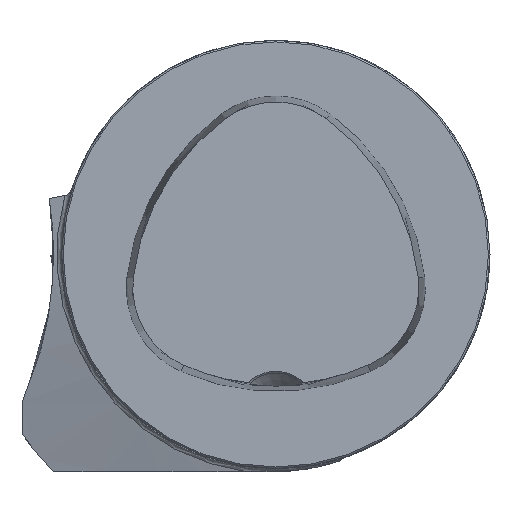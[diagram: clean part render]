
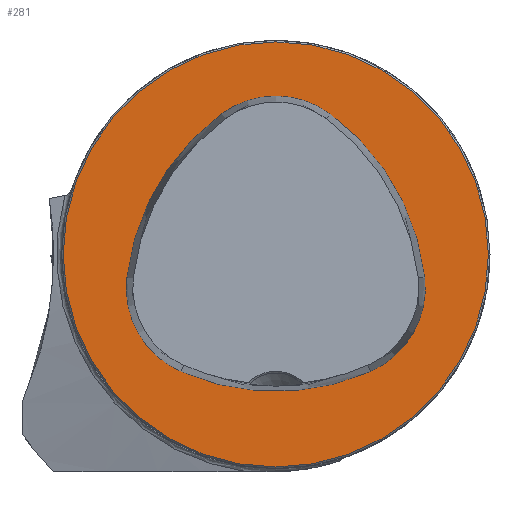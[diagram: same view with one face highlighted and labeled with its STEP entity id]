
A CAD part, top view. The second image highlights one B-rep face of the part: STEP entity #281.
In plain terms, the highlighted planar face has unit normal (0, 0, 1).
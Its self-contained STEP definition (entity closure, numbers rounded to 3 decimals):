
#123=FACE_BOUND('',#484,.T.);
#124=FACE_BOUND('',#485,.T.);
#281=ADVANCED_FACE('CU_E_LO_SU_1',(#123,#124),#354,.T.);
#354=PLANE('',#1657);
#484=EDGE_LOOP('',(#722,#723,#724,#725,#726,#727));
#485=EDGE_LOOP('',(#728));
#562=CIRCLE('',#1648,44.075);
#564=CIRCLE('',#1651,44.075);
#565=CIRCLE('',#1652,17.075);
#566=CIRCLE('',#1653,44.075);
#567=CIRCLE('',#1654,17.075);
#568=CIRCLE('',#1655,17.075);
#569=CIRCLE('',#1656,39.7);
#722=ORIENTED_EDGE('',*,*,#1264,.F.);
#723=ORIENTED_EDGE('',*,*,#1265,.F.);
#724=ORIENTED_EDGE('',*,*,#1266,.F.);
#725=ORIENTED_EDGE('',*,*,#1267,.F.);
#726=ORIENTED_EDGE('',*,*,#1261,.F.);
#727=ORIENTED_EDGE('',*,*,#1268,.F.);
#728=ORIENTED_EDGE('',*,*,#1269,.T.);
#1100=VERTEX_POINT('',#2731);
#1101=VERTEX_POINT('',#2733);
#1103=VERTEX_POINT('',#2739);
#1104=VERTEX_POINT('',#2740);
#1105=VERTEX_POINT('',#2742);
#1106=VERTEX_POINT('',#2744);
#1107=VERTEX_POINT('',#2748);
#1261=EDGE_CURVE('',#1100,#1101,#562,.T.);
#1264=EDGE_CURVE('',#1103,#1104,#564,.T.);
#1265=EDGE_CURVE('',#1105,#1103,#565,.T.);
#1266=EDGE_CURVE('',#1106,#1105,#566,.T.);
#1267=EDGE_CURVE('',#1101,#1106,#567,.T.);
#1268=EDGE_CURVE('',#1104,#1100,#568,.T.);
#1269=EDGE_CURVE('',#1107,#1107,#569,.T.);
#1648=AXIS2_PLACEMENT_3D('',#2732,#1864,#1865);
#1651=AXIS2_PLACEMENT_3D('',#2738,#1871,#1872);
#1652=AXIS2_PLACEMENT_3D('',#2741,#1873,#1874);
#1653=AXIS2_PLACEMENT_3D('',#2743,#1875,#1876);
#1654=AXIS2_PLACEMENT_3D('',#2745,#1877,#1878);
#1655=AXIS2_PLACEMENT_3D('',#2746,#1879,#1880);
#1656=AXIS2_PLACEMENT_3D('',#2747,#1881,#1882);
#1657=AXIS2_PLACEMENT_3D('',#2749,#1883,#1884);
#1864=DIRECTION('',(0.,0.,1.));
#1865=DIRECTION('',(1.,0.,0.));
#1871=DIRECTION('',(0.,0.,1.));
#1872=DIRECTION('',(1.,0.,0.));
#1873=DIRECTION('',(0.,0.,1.));
#1874=DIRECTION('',(1.,0.,0.));
#1875=DIRECTION('',(0.,0.,1.));
#1876=DIRECTION('',(1.,0.,0.));
#1877=DIRECTION('',(0.,0.,1.));
#1878=DIRECTION('',(1.,0.,0.));
#1879=DIRECTION('',(0.,0.,1.));
#1880=DIRECTION('',(1.,0.,0.));
#1881=DIRECTION('',(0.,0.,1.));
#1882=DIRECTION('',(1.,0.,0.));
#1883=DIRECTION('',(0.,0.,1.));
#1884=DIRECTION('',(1.,0.,0.));
#2731=CARTESIAN_POINT('',(-17.691,-21.869,0.));
#2732=CARTESIAN_POINT('',(0.,18.5,0.));
#2733=CARTESIAN_POINT('',(17.691,-21.869,0.));
#2738=CARTESIAN_POINT('',(15.993,-9.254,0.));
#2739=CARTESIAN_POINT('',(-10.114,26.257,0.));
#2740=CARTESIAN_POINT('',(-27.805,-4.317,0.));
#2741=CARTESIAN_POINT('',(0.,12.5,0.));
#2742=CARTESIAN_POINT('',(10.114,26.257,0.));
#2743=CARTESIAN_POINT('',(-15.993,-9.254,0.));
#2744=CARTESIAN_POINT('',(27.805,-4.317,0.));
#2745=CARTESIAN_POINT('',(10.837,-6.23,0.));
#2746=CARTESIAN_POINT('',(-10.837,-6.23,0.));
#2747=CARTESIAN_POINT('',(0.,0.,0.));
#2748=CARTESIAN_POINT('',(39.7,0.,0.));
#2749=CARTESIAN_POINT('',(0.,0.,0.));
